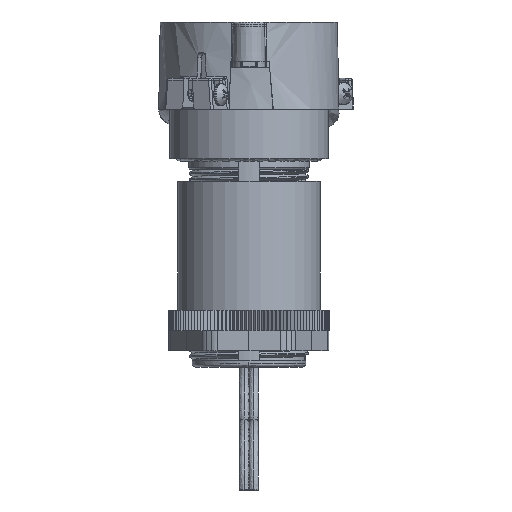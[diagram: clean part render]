
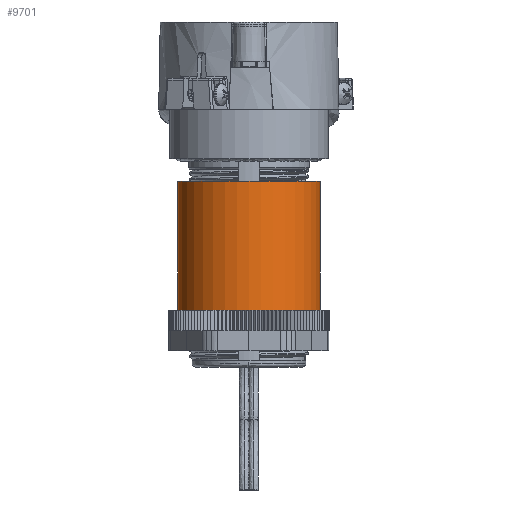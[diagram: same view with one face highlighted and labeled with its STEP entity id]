
A CAD part, front view. The second image highlights one B-rep face of the part: STEP entity #9701.
In plain terms, the highlighted cylindrical face has radius 17.541 mm (diameter 35.082 mm), a partial arc.
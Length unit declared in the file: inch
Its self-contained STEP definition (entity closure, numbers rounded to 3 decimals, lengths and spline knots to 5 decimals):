
#1616 = DIRECTION ( 'NONE',  ( 0., 0., 1. ) ) ;
#1766 = CARTESIAN_POINT ( 'NONE',  ( -0.69058, 0., -1.47109 ) ) ;
#5031 = DIRECTION ( 'NONE',  ( 1., 0., 0. ) ) ;
#7256 = EDGE_CURVE ( 'NONE', #25553, #115926, #104797, .T. ) ;
#9701 = ADVANCED_FACE ( 'NONE', ( #41196 ), #54656, .T. ) ;
#12747 = CARTESIAN_POINT ( 'NONE',  ( 0., 0., -1.47109 ) ) ;
#22384 = DIRECTION ( 'NONE',  ( 1., 0., 0. ) ) ;
#22631 = LINE ( 'NONE', #79659, #67470 ) ;
#25066 = VERTEX_POINT ( 'NONE', #41262 ) ;
#25553 = VERTEX_POINT ( 'NONE', #47880 ) ;
#26200 = ORIENTED_EDGE ( 'NONE', *, *, #37417, .T. ) ;
#28560 = CIRCLE ( 'NONE', #96533, 0.69058 ) ;
#31219 = VECTOR ( 'NONE', #1616, 39.37008 ) ;
#33684 = ORIENTED_EDGE ( 'NONE', *, *, #97876, .T. ) ;
#37417 = EDGE_CURVE ( 'NONE', #25553, #65465, #124522, .T. ) ;
#41196 = FACE_OUTER_BOUND ( 'NONE', #51544, .T. ) ;
#41262 = CARTESIAN_POINT ( 'NONE',  ( 0.69058, 0., -0.221 ) ) ;
#43092 = CARTESIAN_POINT ( 'NONE',  ( 0.69058, 0., -1.47109 ) ) ;
#47593 = AXIS2_PLACEMENT_3D ( 'NONE', #66068, #66049, #65129 ) ;
#47880 = CARTESIAN_POINT ( 'NONE',  ( -0.69058, 0., -1.47109 ) ) ;
#49004 = AXIS2_PLACEMENT_3D ( 'NONE', #12747, #79693, #22384 ) ;
#51544 = EDGE_LOOP ( 'NONE', ( #59845, #26200, #82510, #33684 ) ) ;
#54656 = CYLINDRICAL_SURFACE ( 'NONE', #47593, 0.69058 ) ;
#59845 = ORIENTED_EDGE ( 'NONE', *, *, #7256, .F. ) ;
#62366 = DIRECTION ( 'NONE',  ( 0., 0., -1. ) ) ;
#65129 = DIRECTION ( 'NONE',  ( 1., 0., 0. ) ) ;
#65465 = VERTEX_POINT ( 'NONE', #43092 ) ;
#66049 = DIRECTION ( 'NONE',  ( 0., 0., 1. ) ) ;
#66068 = CARTESIAN_POINT ( 'NONE',  ( 0., 0., -1.47109 ) ) ;
#67348 = EDGE_CURVE ( 'NONE', #65465, #25066, #22631, .T. ) ;
#67470 = VECTOR ( 'NONE', #89300, 39.37008 ) ;
#79659 = CARTESIAN_POINT ( 'NONE',  ( 0.69058, 0., -1.47109 ) ) ;
#79693 = DIRECTION ( 'NONE',  ( 0., 0., 1. ) ) ;
#82510 = ORIENTED_EDGE ( 'NONE', *, *, #67348, .T. ) ;
#89300 = DIRECTION ( 'NONE',  ( 0., 0., 1. ) ) ;
#96533 = AXIS2_PLACEMENT_3D ( 'NONE', #119995, #62366, #5031 ) ;
#97876 = EDGE_CURVE ( 'NONE', #25066, #115926, #28560, .T. ) ;
#104797 = LINE ( 'NONE', #1766, #31219 ) ;
#115926 = VERTEX_POINT ( 'NONE', #121300 ) ;
#119995 = CARTESIAN_POINT ( 'NONE',  ( 0., 0., -0.221 ) ) ;
#121300 = CARTESIAN_POINT ( 'NONE',  ( -0.69058, 0., -0.221 ) ) ;
#124522 = CIRCLE ( 'NONE', #49004, 0.69058 ) ;
